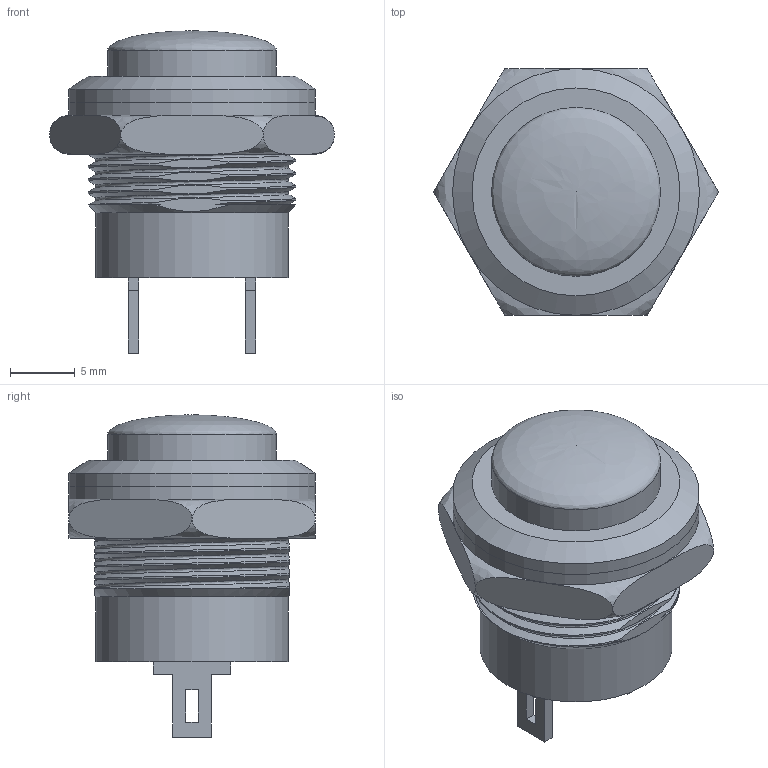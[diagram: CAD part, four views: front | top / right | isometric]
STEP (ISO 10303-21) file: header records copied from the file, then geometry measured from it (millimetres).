
FILE_DESCRIPTION(/* description */ ('STEP AP242','CAx-IF Rec.Pracs.---Representation and Presentation of Product Manufacturing Information (PMI)---4.0---2014-10-13','CAx-IF Rec.Pracs.---3D Tessellated Geometry---0.4---2014-09-14','2;1'),/* implementation_level */ '2;1');
FILE_NAME(/* name */ '66231da5ff63fd3a1cc09ae0',/* time_stamp */ '2024-04-20T01:43:03Z',/* author */ (''),/* organization */ (''),/* preprocessor_version */ 'ST-DEVELOPER v20',/* originating_system */ ' ',/* authorisation */ ' ');
FILE_SCHEMA (('AP242_MANAGED_MODEL_BASED_3D_ENGINEERING_MIM_LF { 1 0 10303 442 1 1 4 }'));
Length unit declared in the file: metre
Products named in the file (4): Assembly 1; Part 1
Assembly tree (3 placements, depth 2):
  Assembly 1
    Part 1
    Part 1
    Part 1
Bounding box: 21.94 x 19 x 24.8 mm (x, y, z)
Volume: 3828.6 mm3; surface area: 2654.9 mm2
Topology: 3 solids, 3 shells, 106 faces, 268 edges, 171 vertices
Faces by surface type: plane 60, cylinder 23, bspline 21, cone 2
Full cylindrical faces by diameter (mm): 13 x1, 14.8 x1, 16 x1, 19 x2
Entity records: 10610 total; most frequent: CARTESIAN_POINT 7588, ORIENTED_EDGE 516, DIRECTION 348, EDGE_CURVE 258, VERTEX_POINT 170, FACE_BOUND 126, EDGE_LOOP 125, AXIS2_PLACEMENT_3D 119
